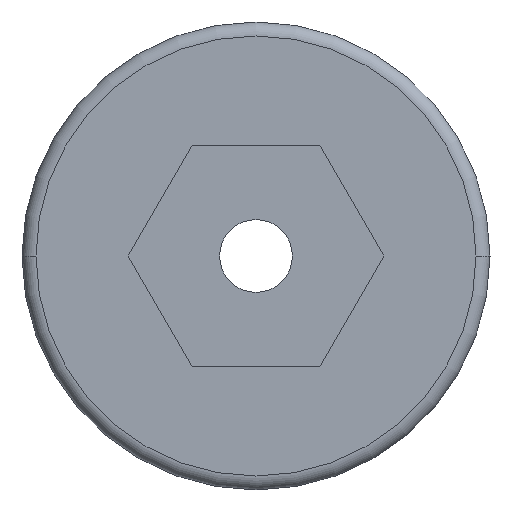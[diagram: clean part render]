
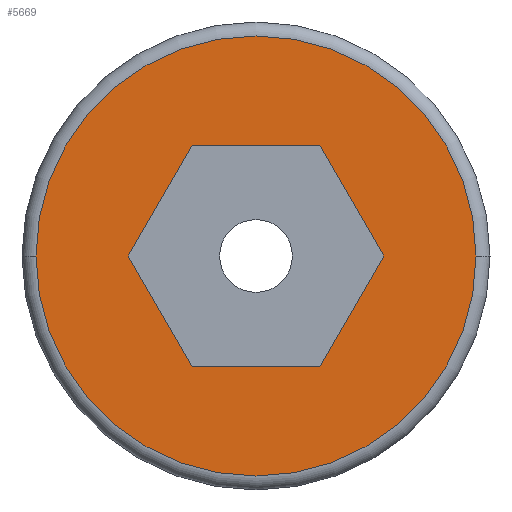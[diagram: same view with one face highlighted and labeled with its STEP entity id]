
A CAD part, left-side view. The second image highlights one B-rep face of the part: STEP entity #5669.
In plain terms, the highlighted planar face has unit normal (-1, 0, 0).
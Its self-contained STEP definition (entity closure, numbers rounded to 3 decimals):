
#2325=DIRECTION('',(0.,-0.5,0.866));
#2326=VECTOR('',#2325,2.321);
#2327=CARTESIAN_POINT('',(-4.91,2.321,0.));
#2328=LINE('',#2327,#2326);
#2329=DIRECTION('',(0.,0.5,0.866));
#2330=VECTOR('',#2329,2.321);
#2331=CARTESIAN_POINT('',(-4.91,1.16,-2.01));
#2332=LINE('',#2331,#2330);
#2333=DIRECTION('',(0.,1.,0.));
#2334=VECTOR('',#2333,2.321);
#2335=CARTESIAN_POINT('',(-4.91,-1.16,-2.01));
#2336=LINE('',#2335,#2334);
#2337=DIRECTION('',(0.,0.5,-0.866));
#2338=VECTOR('',#2337,2.321);
#2339=CARTESIAN_POINT('',(-4.91,-2.321,0.));
#2340=LINE('',#2339,#2338);
#2341=DIRECTION('',(0.,-0.5,-0.866));
#2342=VECTOR('',#2341,2.321);
#2343=CARTESIAN_POINT('',(-4.91,-1.16,2.01));
#2344=LINE('',#2343,#2342);
#2345=DIRECTION('',(0.,-1.,0.));
#2346=VECTOR('',#2345,2.321);
#2347=CARTESIAN_POINT('',(-4.91,1.16,2.01));
#2348=LINE('',#2347,#2346);
#2349=CARTESIAN_POINT('',(-4.91,0.,0.));
#2350=DIRECTION('',(-1.,0.,0.));
#2351=DIRECTION('',(0.,1.,0.));
#2352=AXIS2_PLACEMENT_3D('',#2349,#2350,#2351);
#2354=CARTESIAN_POINT('',(-4.91,0.,0.));
#2355=DIRECTION('',(-1.,0.,0.));
#2356=DIRECTION('',(0.,-1.,0.));
#2357=AXIS2_PLACEMENT_3D('',#2354,#2355,#2356);
#2548=CARTESIAN_POINT('',(-4.91,2.321,0.));
#2549=CARTESIAN_POINT('',(-4.91,1.16,2.01));
#2550=VERTEX_POINT('',#2548);
#2551=VERTEX_POINT('',#2549);
#2552=CARTESIAN_POINT('',(-4.91,-1.16,2.01));
#2553=VERTEX_POINT('',#2552);
#2554=CARTESIAN_POINT('',(-4.91,-2.321,0.));
#2555=VERTEX_POINT('',#2554);
#2556=CARTESIAN_POINT('',(-4.91,-1.16,-2.01));
#2557=VERTEX_POINT('',#2556);
#2558=CARTESIAN_POINT('',(-4.91,1.16,-2.01));
#2559=VERTEX_POINT('',#2558);
#2560=CARTESIAN_POINT('',(-4.91,3.996,0.));
#2561=CARTESIAN_POINT('',(-4.91,-3.996,0.));
#2562=VERTEX_POINT('',#2560);
#2563=VERTEX_POINT('',#2561);
#5645=CARTESIAN_POINT('',(-4.91,0.,0.));
#5646=DIRECTION('',(1.,0.,0.));
#5647=DIRECTION('',(0.,-1.,0.));
#5648=AXIS2_PLACEMENT_3D('',#5645,#5646,#5647);
#5649=PLANE('',#5648);
#5651=ORIENTED_EDGE('',*,*,#5650,.F.);
#5652=ORIENTED_EDGE('',*,*,#5635,.F.);
#5653=EDGE_LOOP('',(#5651,#5652));
#5654=FACE_OUTER_BOUND('',#5653,.F.);
#5656=ORIENTED_EDGE('',*,*,#5655,.F.);
#5658=ORIENTED_EDGE('',*,*,#5657,.F.);
#5660=ORIENTED_EDGE('',*,*,#5659,.F.);
#5662=ORIENTED_EDGE('',*,*,#5661,.F.);
#5664=ORIENTED_EDGE('',*,*,#5663,.F.);
#5666=ORIENTED_EDGE('',*,*,#5665,.F.);
#5667=EDGE_LOOP('',(#5656,#5658,#5660,#5662,#5664,#5666));
#5668=FACE_BOUND('',#5667,.F.);
#2353=CIRCLE('',#2352,3.996);
#2358=CIRCLE('',#2357,3.996);
#5635=EDGE_CURVE('',#2563,#2562,#2358,.T.);
#5650=EDGE_CURVE('',#2562,#2563,#2353,.T.);
#5655=EDGE_CURVE('',#2550,#2551,#2328,.T.);
#5657=EDGE_CURVE('',#2559,#2550,#2332,.T.);
#5659=EDGE_CURVE('',#2557,#2559,#2336,.T.);
#5661=EDGE_CURVE('',#2555,#2557,#2340,.T.);
#5663=EDGE_CURVE('',#2553,#2555,#2344,.T.);
#5665=EDGE_CURVE('',#2551,#2553,#2348,.T.);
#5669=ADVANCED_FACE('',(#5654,#5668),#5649,.F.);
